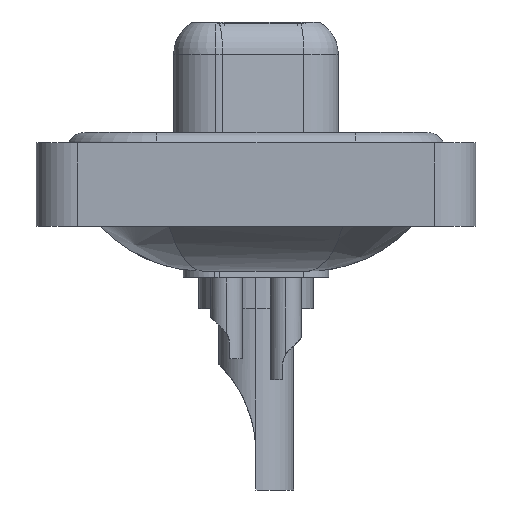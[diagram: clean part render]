
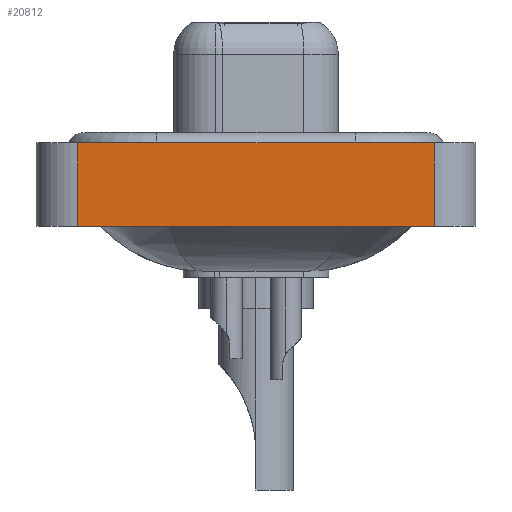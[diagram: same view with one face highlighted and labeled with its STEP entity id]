
A CAD part, left-side view. The second image highlights one B-rep face of the part: STEP entity #20812.
In plain terms, the highlighted planar face has unit normal (-1, 0, 0).
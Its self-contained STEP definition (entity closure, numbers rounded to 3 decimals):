
#1434 = DIRECTION ( 'NONE',  ( 0., 0., 1. ) ) ;
#2105 = VECTOR ( 'NONE', #16393, 1000. ) ;
#2530 = LINE ( 'NONE', #14472, #19755 ) ;
#2754 = AXIS2_PLACEMENT_3D ( 'NONE', #20964, #11888, #1434 ) ;
#3248 = FACE_OUTER_BOUND ( 'NONE', #3788, .T. ) ;
#3788 = EDGE_LOOP ( 'NONE', ( #4690, #18628, #5417, #8085 ) ) ;
#4353 = CARTESIAN_POINT ( 'NONE',  ( -7.3, 8.55, -3.6 ) ) ;
#4456 = CARTESIAN_POINT ( 'NONE',  ( -7.3, 8.55, 0.4 ) ) ;
#4467 = CARTESIAN_POINT ( 'NONE',  ( -7.3, -8.55, -3.6 ) ) ;
#4690 = ORIENTED_EDGE ( 'NONE', *, *, #16344, .T. ) ;
#4987 = EDGE_CURVE ( 'NONE', #11285, #6551, #2530, .T. ) ;
#5417 = ORIENTED_EDGE ( 'NONE', *, *, #5922, .F. ) ;
#5922 = EDGE_CURVE ( 'NONE', #21096, #11285, #9276, .T. ) ;
#6551 = VERTEX_POINT ( 'NONE', #19803 ) ;
#7479 = LINE ( 'NONE', #7594, #18269 ) ;
#7594 = CARTESIAN_POINT ( 'NONE',  ( -7.3, -8.55, -3.6 ) ) ;
#8085 = ORIENTED_EDGE ( 'NONE', *, *, #8752, .T. ) ;
#8752 = EDGE_CURVE ( 'NONE', #21096, #16526, #7479, .T. ) ;
#9276 = LINE ( 'NONE', #16306, #11120 ) ;
#10936 = DIRECTION ( 'NONE',  ( 0., -1., 0. ) ) ;
#11120 = VECTOR ( 'NONE', #18352, 1000. ) ;
#11285 = VERTEX_POINT ( 'NONE', #4456 ) ;
#11888 = DIRECTION ( 'NONE',  ( -1., 0., 0. ) ) ;
#14472 = CARTESIAN_POINT ( 'NONE',  ( -7.3, -8.55, 0.4 ) ) ;
#14587 = CARTESIAN_POINT ( 'NONE',  ( -7.3, -8.55, -3.6 ) ) ;
#15496 = PLANE ( 'NONE',  #2754 ) ;
#16306 = CARTESIAN_POINT ( 'NONE',  ( -7.3, 8.55, -3.6 ) ) ;
#16344 = EDGE_CURVE ( 'NONE', #16526, #6551, #17883, .T. ) ;
#16393 = DIRECTION ( 'NONE',  ( 0., 0., 1. ) ) ;
#16526 = VERTEX_POINT ( 'NONE', #4467 ) ;
#17883 = LINE ( 'NONE', #14587, #2105 ) ;
#18269 = VECTOR ( 'NONE', #20999, 1000. ) ;
#18352 = DIRECTION ( 'NONE',  ( 0., 0., 1. ) ) ;
#18628 = ORIENTED_EDGE ( 'NONE', *, *, #4987, .F. ) ;
#19755 = VECTOR ( 'NONE', #10936, 1000. ) ;
#19803 = CARTESIAN_POINT ( 'NONE',  ( -7.3, -8.55, 0.4 ) ) ;
#20812 = ADVANCED_FACE ( 'NONE', ( #3248 ), #15496, .T. ) ;
#20964 = CARTESIAN_POINT ( 'NONE',  ( -7.3, -8.55, -3.6 ) ) ;
#20999 = DIRECTION ( 'NONE',  ( 0., -1., 0. ) ) ;
#21096 = VERTEX_POINT ( 'NONE', #4353 ) ;
